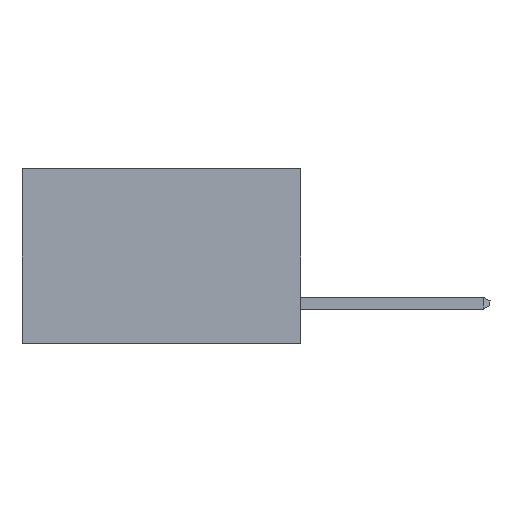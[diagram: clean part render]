
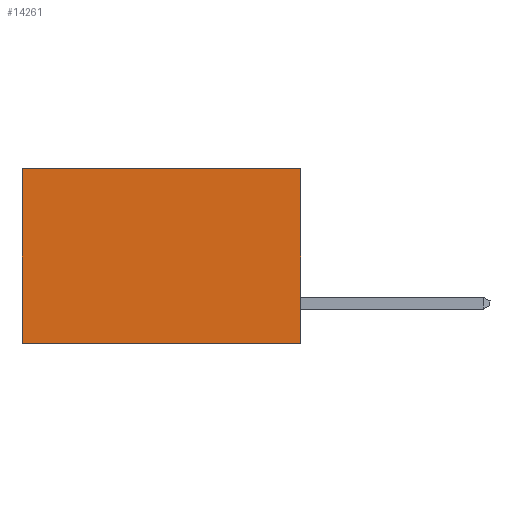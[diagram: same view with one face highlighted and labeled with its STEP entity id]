
A CAD part, left-side view. The second image highlights one B-rep face of the part: STEP entity #14261.
In plain terms, the highlighted planar face has unit normal (-1, 0, 0).
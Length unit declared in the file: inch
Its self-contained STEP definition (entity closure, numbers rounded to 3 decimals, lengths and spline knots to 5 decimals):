
#3146 = FACE_OUTER_BOUND ( 'NONE', #25155, .T. ) ;
#3647 = LINE ( 'NONE', #21172, #14983 ) ;
#4264 = VERTEX_POINT ( 'NONE', #17716 ) ;
#4614 = ORIENTED_EDGE ( 'NONE', *, *, #23931, .T. ) ;
#6635 = VERTEX_POINT ( 'NONE', #13757 ) ;
#7481 = ORIENTED_EDGE ( 'NONE', *, *, #19853, .F. ) ;
#8800 = VECTOR ( 'NONE', #22357, 39.37008 ) ;
#9345 = EDGE_CURVE ( 'NONE', #6635, #27985, #26636, .T. ) ;
#11211 = PLANE ( 'NONE',  #11491 ) ;
#11491 = AXIS2_PLACEMENT_3D ( 'NONE', #28518, #26802, #13440 ) ;
#11644 = LINE ( 'NONE', #25468, #23512 ) ;
#12703 = DIRECTION ( 'NONE',  ( 0., 0., -1. ) ) ;
#12713 = CARTESIAN_POINT ( 'NONE',  ( 0.277, 0.59, 0. ) ) ;
#13440 = DIRECTION ( 'NONE',  ( 0., 0., -1. ) ) ;
#13757 = CARTESIAN_POINT ( 'NONE',  ( 0.277, 0., 0. ) ) ;
#14261 = ADVANCED_FACE ( 'NONE', ( #3146 ), #11211, .F. ) ;
#14983 = VECTOR ( 'NONE', #23436, 39.37008 ) ;
#17272 = ORIENTED_EDGE ( 'NONE', *, *, #17890, .F. ) ;
#17716 = CARTESIAN_POINT ( 'NONE',  ( 0.277, 0., -0.37 ) ) ;
#17890 = EDGE_CURVE ( 'NONE', #4264, #22093, #11644, .T. ) ;
#19853 = EDGE_CURVE ( 'NONE', #6635, #4264, #3647, .T. ) ;
#20094 = CARTESIAN_POINT ( 'NONE',  ( 0.277, 0., 0. ) ) ;
#20108 = ORIENTED_EDGE ( 'NONE', *, *, #9345, .T. ) ;
#21172 = CARTESIAN_POINT ( 'NONE',  ( 0.277, 0., -0.37 ) ) ;
#22093 = VERTEX_POINT ( 'NONE', #27781 ) ;
#22357 = DIRECTION ( 'NONE',  ( 0., 1., 0. ) ) ;
#22633 = LINE ( 'NONE', #28257, #23331 ) ;
#23331 = VECTOR ( 'NONE', #12703, 39.37008 ) ;
#23436 = DIRECTION ( 'NONE',  ( 0., 0., -1. ) ) ;
#23512 = VECTOR ( 'NONE', #27692, 39.37008 ) ;
#23931 = EDGE_CURVE ( 'NONE', #27985, #22093, #22633, .T. ) ;
#25155 = EDGE_LOOP ( 'NONE', ( #4614, #17272, #7481, #20108 ) ) ;
#25468 = CARTESIAN_POINT ( 'NONE',  ( 0.277, 0., -0.37 ) ) ;
#26636 = LINE ( 'NONE', #20094, #8800 ) ;
#26802 = DIRECTION ( 'NONE',  ( 1., 0., 0. ) ) ;
#27692 = DIRECTION ( 'NONE',  ( 0., 1., 0. ) ) ;
#27781 = CARTESIAN_POINT ( 'NONE',  ( 0.277, 0.59, -0.37 ) ) ;
#27985 = VERTEX_POINT ( 'NONE', #12713 ) ;
#28257 = CARTESIAN_POINT ( 'NONE',  ( 0.277, 0.59, -0.37 ) ) ;
#28518 = CARTESIAN_POINT ( 'NONE',  ( 0.277, 0., -0.37 ) ) ;
